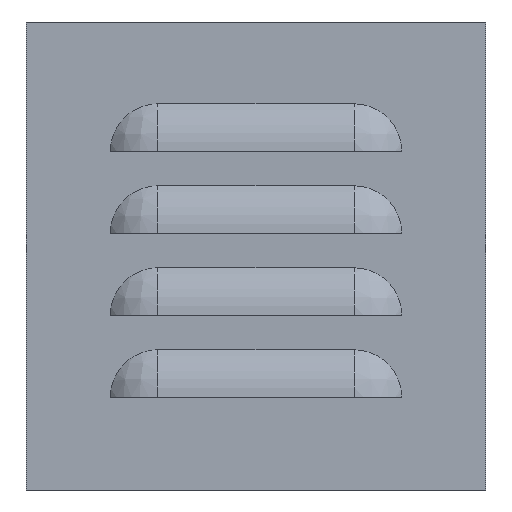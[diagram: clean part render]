
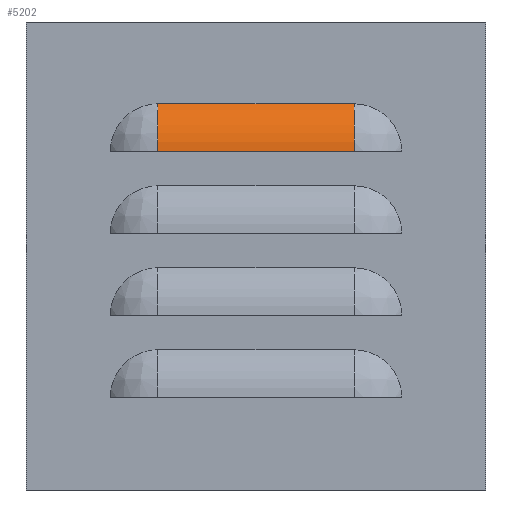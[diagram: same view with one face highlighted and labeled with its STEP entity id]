
A CAD part, front view. The second image highlights one B-rep face of the part: STEP entity #5202.
In plain terms, the highlighted cylindrical face has radius 21.16 mm (diameter 42.321 mm), a partial arc.
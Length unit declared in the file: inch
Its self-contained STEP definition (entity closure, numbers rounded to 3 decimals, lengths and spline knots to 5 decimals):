
#27 = DIRECTION ( 'NONE',  ( 0., 0., 1. ) ) ;
#70 = CARTESIAN_POINT ( 'NONE',  ( 1.35, 0.52108, 1.439 ) ) ;
#191 = LINE ( 'NONE', #4506, #1340 ) ;
#303 = EDGE_CURVE ( 'NONE', #3757, #4184, #5331, .T. ) ;
#403 = CARTESIAN_POINT ( 'NONE',  ( -1.35, 0.52108, 1.439 ) ) ;
#510 = FACE_OUTER_BOUND ( 'NONE', #2695, .T. ) ;
#940 = ORIENTED_EDGE ( 'NONE', *, *, #303, .F. ) ;
#947 = CIRCLE ( 'NONE', #4844, 0.83308 ) ;
#1340 = VECTOR ( 'NONE', #4991, 39.37008 ) ;
#1667 = DIRECTION ( 'NONE',  ( 0., 0., 1. ) ) ;
#2013 = ORIENTED_EDGE ( 'NONE', *, *, #4769, .T. ) ;
#2530 = CARTESIAN_POINT ( 'NONE',  ( -1.35, 0., 2.089 ) ) ;
#2532 = CARTESIAN_POINT ( 'NONE',  ( 1.35, 0., 2.089 ) ) ;
#2695 = EDGE_LOOP ( 'NONE', ( #940, #7393, #7357, #2013 ) ) ;
#3145 = DIRECTION ( 'NONE',  ( 1., 0., 0. ) ) ;
#3181 = VERTEX_POINT ( 'NONE', #6184 ) ;
#3537 = EDGE_CURVE ( 'NONE', #7768, #3757, #3654, .T. ) ;
#3588 = CYLINDRICAL_SURFACE ( 'NONE', #4718, 0.83308 ) ;
#3654 = LINE ( 'NONE', #6057, #6439 ) ;
#3757 = VERTEX_POINT ( 'NONE', #2532 ) ;
#4093 = CARTESIAN_POINT ( 'NONE',  ( 1.35, 0.52108, 1.439 ) ) ;
#4184 = VERTEX_POINT ( 'NONE', #5238 ) ;
#4506 = CARTESIAN_POINT ( 'NONE',  ( 1.35, -0.312, 1.439 ) ) ;
#4718 = AXIS2_PLACEMENT_3D ( 'NONE', #4093, #7129, #7167 ) ;
#4769 = EDGE_CURVE ( 'NONE', #3181, #4184, #191, .T. ) ;
#4844 = AXIS2_PLACEMENT_3D ( 'NONE', #403, #7061, #1667 ) ;
#4953 = AXIS2_PLACEMENT_3D ( 'NONE', #70, #3145, #27 ) ;
#4991 = DIRECTION ( 'NONE',  ( 1., 0., 0. ) ) ;
#5202 = ADVANCED_FACE ( 'NONE', ( #510 ), #3588, .T. ) ;
#5238 = CARTESIAN_POINT ( 'NONE',  ( 1.35, -0.312, 1.439 ) ) ;
#5331 = CIRCLE ( 'NONE', #4953, 0.83308 ) ;
#6057 = CARTESIAN_POINT ( 'NONE',  ( -3.154, 0., 2.089 ) ) ;
#6113 = EDGE_CURVE ( 'NONE', #7768, #3181, #947, .T. ) ;
#6184 = CARTESIAN_POINT ( 'NONE',  ( -1.35, -0.312, 1.439 ) ) ;
#6439 = VECTOR ( 'NONE', #7576, 39.37008 ) ;
#7061 = DIRECTION ( 'NONE',  ( 1., 0., 0. ) ) ;
#7129 = DIRECTION ( 'NONE',  ( -1., 0., 0. ) ) ;
#7167 = DIRECTION ( 'NONE',  ( 0., 0., 1. ) ) ;
#7357 = ORIENTED_EDGE ( 'NONE', *, *, #6113, .T. ) ;
#7393 = ORIENTED_EDGE ( 'NONE', *, *, #3537, .F. ) ;
#7576 = DIRECTION ( 'NONE',  ( 1., 0., 0. ) ) ;
#7768 = VERTEX_POINT ( 'NONE', #2530 ) ;
